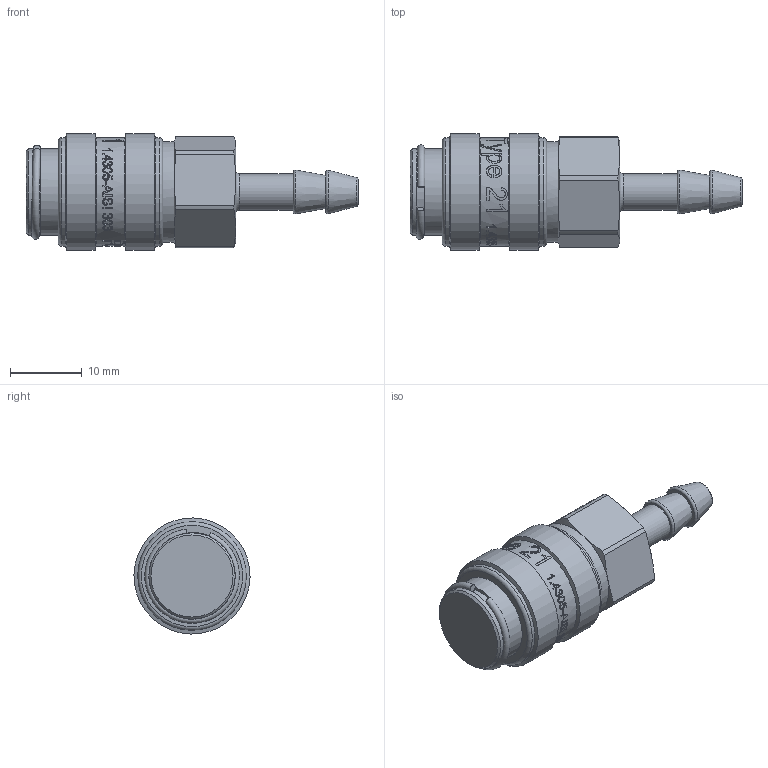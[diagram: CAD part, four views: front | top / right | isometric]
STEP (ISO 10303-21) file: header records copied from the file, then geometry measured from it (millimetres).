
FILE_DESCRIPTION((''),'2;1');
FILE_NAME('21kbtf05rvx.stp','2013-09-05T11:09:35',('IA176480'),(''),'Autodesk Inventor 2013','Autodesk Inventor 2013','');
FILE_SCHEMA(('AUTOMOTIVE_DESIGN { 1 0 10303 214 1 1 1 1 }'));
Length unit declared in the file: millimetre
Products named in the file (1): D107752
Bounding box: 46.15 x 16.14 x 16.14 mm (x, y, z)
Volume: 5061.6 mm3; surface area: 3502.3 mm2
Topology: 1 solids, 4 shells, 789 faces, 2101 edges, 1392 vertices
Faces by surface type: bspline 362, plane 295, cylinder 94, cone 30, torus 8
Full cylindrical faces by diameter (mm): 5.05 x1, 11.15 x1, 11.477 x1, 11.5 x1, 12 x2, 12.15 x2, 14 x5, 15.1 x3, 16.15 x2
Entity records: 119293 total; most frequent: CARTESIAN_POINT 101994, ORIENTED_EDGE 4074, DIRECTION 2100, EDGE_CURVE 2037, VERTEX_POINT 1373, B_SPLINE_CURVE_WITH_KNOTS 997, EDGE_LOOP 918, FACE_OUTER_BOUND 789
